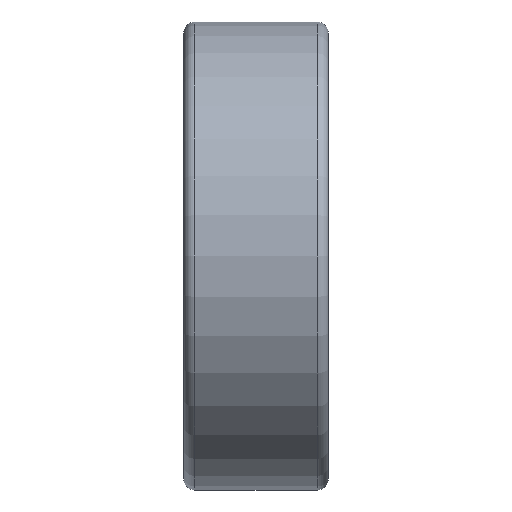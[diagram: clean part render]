
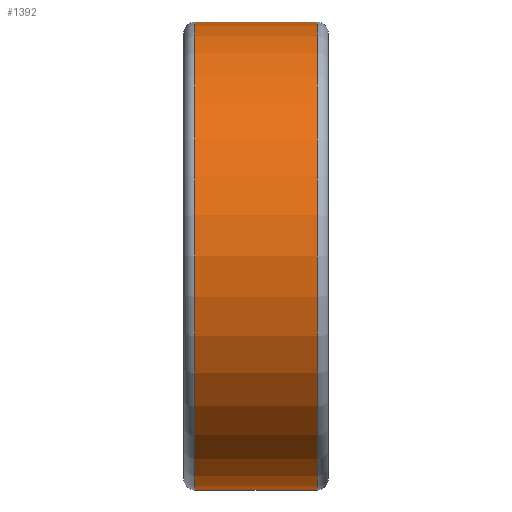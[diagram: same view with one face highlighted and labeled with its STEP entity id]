
A CAD part, front view. The second image highlights one B-rep face of the part: STEP entity #1392.
In plain terms, the highlighted cylindrical face has radius 21 mm (diameter 42 mm), a full revolution.
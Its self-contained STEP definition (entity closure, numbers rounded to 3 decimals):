
#83=CYLINDRICAL_SURFACE('',#1516,21.);
#131=LINE('',#2266,#145);
#145=VECTOR('',#1783,21.);
#189=FACE_OUTER_BOUND('',#278,.T.);
#278=EDGE_LOOP('',(#925,#926,#927,#928));
#371=CIRCLE('',#1515,21.);
#372=CIRCLE('',#1517,21.);
#522=VERTEX_POINT('',#2261);
#523=VERTEX_POINT('',#2265);
#684=EDGE_CURVE('',#522,#522,#371,.T.);
#685=EDGE_CURVE('',#522,#523,#131,.T.);
#686=EDGE_CURVE('',#523,#523,#372,.T.);
#925=ORIENTED_EDGE('',*,*,#684,.F.);
#926=ORIENTED_EDGE('',*,*,#685,.T.);
#927=ORIENTED_EDGE('',*,*,#686,.F.);
#928=ORIENTED_EDGE('',*,*,#685,.F.);
#1392=ADVANCED_FACE('',(#189),#83,.T.);
#1515=AXIS2_PLACEMENT_3D('',#2263,#1779,#1780);
#1516=AXIS2_PLACEMENT_3D('',#2264,#1781,#1782);
#1517=AXIS2_PLACEMENT_3D('',#2267,#1784,#1785);
#1779=DIRECTION('center_axis',(-1.,0.,0.));
#1780=DIRECTION('ref_axis',(0.,0.,-1.));
#1781=DIRECTION('center_axis',(-1.,0.,0.));
#1782=DIRECTION('ref_axis',(0.,0.,1.));
#1783=DIRECTION('',(1.,0.,0.));
#1784=DIRECTION('center_axis',(1.,0.,0.));
#1785=DIRECTION('ref_axis',(0.,0.,-1.));
#2261=CARTESIAN_POINT('',(-5.5,0.,-21.));
#2263=CARTESIAN_POINT('Origin',(-5.5,0.,0.));
#2264=CARTESIAN_POINT('Origin',(0.,0.,0.));
#2265=CARTESIAN_POINT('',(5.5,0.,-21.));
#2266=CARTESIAN_POINT('',(0.,0.,-21.));
#2267=CARTESIAN_POINT('Origin',(5.5,0.,0.));
